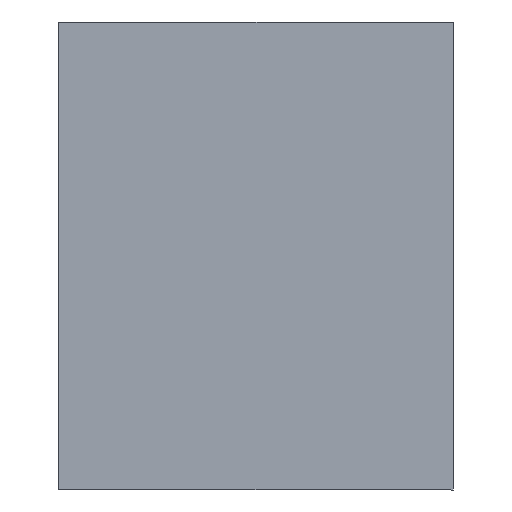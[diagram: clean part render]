
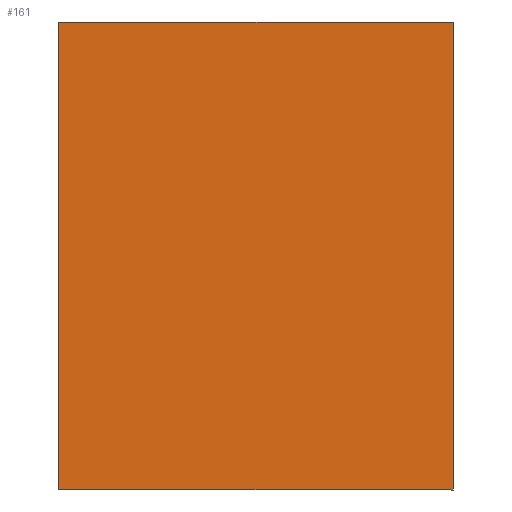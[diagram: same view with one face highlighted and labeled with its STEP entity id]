
A CAD part, left-side view. The second image highlights one B-rep face of the part: STEP entity #161.
In plain terms, the highlighted planar face has unit normal (-1, 0, 0).
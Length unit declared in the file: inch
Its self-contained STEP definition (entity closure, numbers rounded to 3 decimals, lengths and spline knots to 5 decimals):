
#15=FACE_OUTER_BOUND('',#24,.T.);
#24=EDGE_LOOP('',(#110,#111,#112,#113));
#33=LINE('',#238,#54);
#34=LINE('',#240,#55);
#35=LINE('',#242,#56);
#36=LINE('',#243,#57);
#54=VECTOR('',#197,0.3937);
#55=VECTOR('',#198,0.3937);
#56=VECTOR('',#199,0.3937);
#57=VECTOR('',#200,0.3937);
#75=VERTEX_POINT('',#236);
#76=VERTEX_POINT('',#237);
#77=VERTEX_POINT('',#239);
#78=VERTEX_POINT('',#241);
#89=EDGE_CURVE('',#75,#76,#33,.T.);
#90=EDGE_CURVE('',#77,#75,#34,.T.);
#91=EDGE_CURVE('',#78,#77,#35,.T.);
#92=EDGE_CURVE('',#78,#76,#36,.T.);
#110=ORIENTED_EDGE('',*,*,#89,.F.);
#111=ORIENTED_EDGE('',*,*,#90,.F.);
#112=ORIENTED_EDGE('',*,*,#91,.F.);
#113=ORIENTED_EDGE('',*,*,#92,.T.);
#152=PLANE('',#184);
#161=ADVANCED_FACE('',(#15),#152,.F.);
#184=AXIS2_PLACEMENT_3D('',#235,#195,#196);
#195=DIRECTION('center_axis',(1.,0.,0.));
#196=DIRECTION('ref_axis',(0.,0.,-1.));
#197=DIRECTION('',(0.,1.,0.));
#198=DIRECTION('',(0.,0.,-1.));
#199=DIRECTION('',(0.,-1.,0.));
#200=DIRECTION('',(0.,0.,-1.));
#235=CARTESIAN_POINT('Origin',(-351.375,25.87495,1.88856));
#236=CARTESIAN_POINT('',(-351.375,23.87495,-0.48644));
#237=CARTESIAN_POINT('',(-351.375,27.87495,-0.48644));
#238=CARTESIAN_POINT('',(-351.375,26.87495,-0.48644));
#239=CARTESIAN_POINT('',(-351.375,23.87495,4.26356));
#240=CARTESIAN_POINT('',(-351.375,23.87495,-0.36194));
#241=CARTESIAN_POINT('',(-351.375,27.87495,4.26356));
#242=CARTESIAN_POINT('',(-351.375,24.87495,4.26356));
#243=CARTESIAN_POINT('',(-351.375,27.87495,1.88856));
